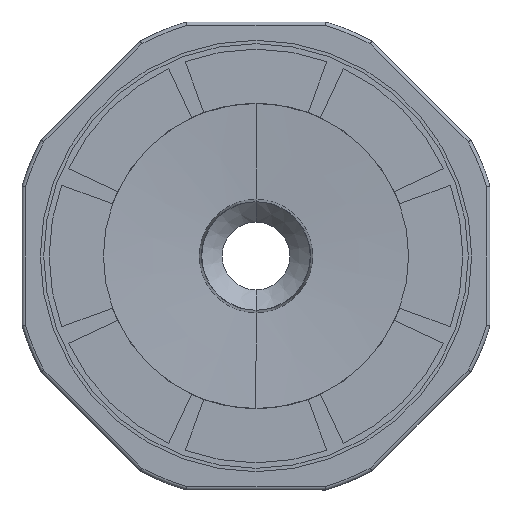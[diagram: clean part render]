
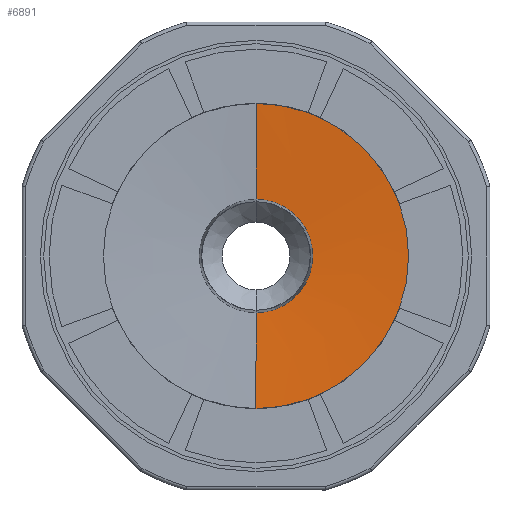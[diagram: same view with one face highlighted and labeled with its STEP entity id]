
A CAD part, left-side view. The second image highlights one B-rep face of the part: STEP entity #6891.
In plain terms, the highlighted conical face has half-angle 86.5 degrees and reference radius 16349.9 mm.
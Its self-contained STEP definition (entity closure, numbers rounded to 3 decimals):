
#483 = VERTEX_POINT ( 'NONE', #16085 ) ;
#593 = VECTOR ( 'NONE', #2082, 1000. ) ;
#1429 = CARTESIAN_POINT ( 'NONE',  ( 32.684, 0., -22.5 ) ) ;
#1847 = CARTESIAN_POINT ( 'NONE',  ( 33.548, 0., 0. ) ) ;
#2046 = EDGE_CURVE ( 'NONE', #483, #8463, #20972, .T. ) ;
#2082 = DIRECTION ( 'NONE',  ( -0.061, 0., -0.998 ) ) ;
#2196 = CARTESIAN_POINT ( 'NONE',  ( -965.94, 0., 0. ) ) ;
#2275 = DIRECTION ( 'NONE',  ( 0., 0., 1. ) ) ;
#2832 = ORIENTED_EDGE ( 'NONE', *, *, #2046, .F. ) ;
#3598 = FACE_OUTER_BOUND ( 'NONE', #18291, .T. ) ;
#3749 = EDGE_CURVE ( 'NONE', #10346, #483, #17735, .T. ) ;
#4765 = CARTESIAN_POINT ( 'NONE',  ( 33.548, 0., -8.361 ) ) ;
#4997 = LINE ( 'NONE', #10275, #593 ) ;
#5560 = ORIENTED_EDGE ( 'NONE', *, *, #3749, .F. ) ;
#5740 = AXIS2_PLACEMENT_3D ( 'NONE', #2196, #8864, #2275 ) ;
#6112 = CIRCLE ( 'NONE', #6843, 22.5 ) ;
#6389 = DIRECTION ( 'NONE',  ( -0.061, 0., 0.998 ) ) ;
#6647 = DIRECTION ( 'NONE',  ( -1., 0., 0. ) ) ;
#6843 = AXIS2_PLACEMENT_3D ( 'NONE', #21578, #8094, #9755 ) ;
#6891 = ADVANCED_FACE ( 'NONE', ( #3598 ), #8804, .F. ) ;
#8094 = DIRECTION ( 'NONE',  ( -1., 0., 0. ) ) ;
#8463 = VERTEX_POINT ( 'NONE', #9092 ) ;
#8804 = CONICAL_SURFACE ( 'NONE', #5740, 16349.855, 1.51 ) ;
#8864 = DIRECTION ( 'NONE',  ( -1., 0., 0. ) ) ;
#9092 = CARTESIAN_POINT ( 'NONE',  ( 32.684, 0., 22.5 ) ) ;
#9755 = DIRECTION ( 'NONE',  ( 0., 0., 1. ) ) ;
#10275 = CARTESIAN_POINT ( 'NONE',  ( 34.06, 0., 0. ) ) ;
#10346 = VERTEX_POINT ( 'NONE', #4765 ) ;
#12532 = AXIS2_PLACEMENT_3D ( 'NONE', #1847, #6647, #15083 ) ;
#13084 = CARTESIAN_POINT ( 'NONE',  ( 34.06, 0., 0. ) ) ;
#13156 = EDGE_CURVE ( 'NONE', #19941, #8463, #6112, .T. ) ;
#13318 = ORIENTED_EDGE ( 'NONE', *, *, #16919, .T. ) ;
#15083 = DIRECTION ( 'NONE',  ( 0., 0., 1. ) ) ;
#15469 = VECTOR ( 'NONE', #6389, 1000. ) ;
#16085 = CARTESIAN_POINT ( 'NONE',  ( 33.548, 0., 8.361 ) ) ;
#16919 = EDGE_CURVE ( 'NONE', #10346, #19941, #4997, .T. ) ;
#17735 = CIRCLE ( 'NONE', #12532, 8.361 ) ;
#18291 = EDGE_LOOP ( 'NONE', ( #5560, #13318, #19909, #2832 ) ) ;
#19909 = ORIENTED_EDGE ( 'NONE', *, *, #13156, .T. ) ;
#19941 = VERTEX_POINT ( 'NONE', #1429 ) ;
#20972 = LINE ( 'NONE', #13084, #15469 ) ;
#21578 = CARTESIAN_POINT ( 'NONE',  ( 32.684, 0., 0. ) ) ;
